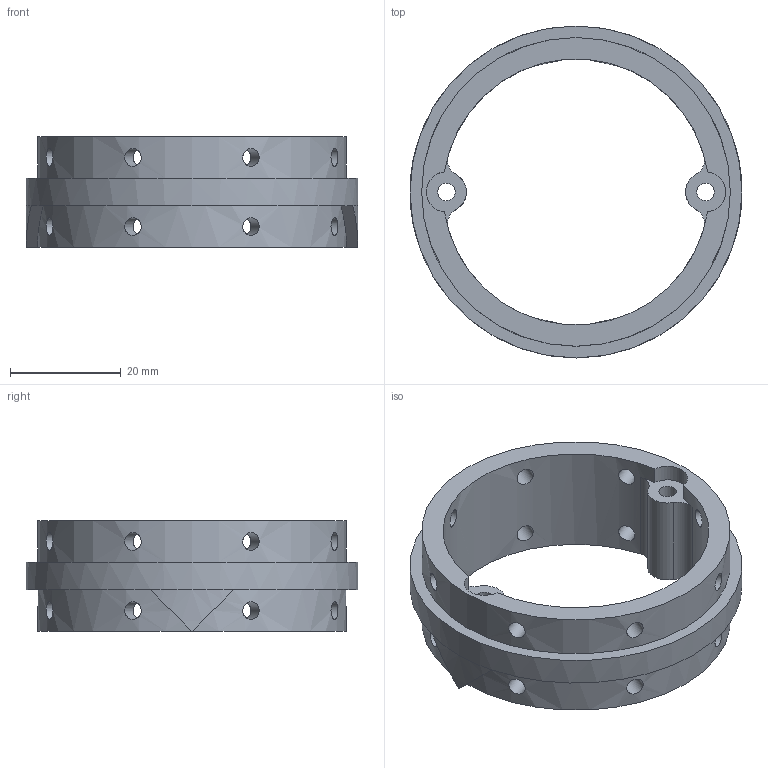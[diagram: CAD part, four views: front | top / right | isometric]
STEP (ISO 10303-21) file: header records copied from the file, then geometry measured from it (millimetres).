
FILE_DESCRIPTION(('FreeCAD Model'),'2;1');
FILE_NAME('Open CASCADE Shape Model','2025-10-17T08:48:01',(''),(''), 'Open CASCADE STEP processor 7.8','FreeCAD','Unknown');
FILE_SCHEMA(('AUTOMOTIVE_DESIGN { 1 0 10303 214 1 1 1 1 }'));
Length unit declared in the file: millimetre
Products named in the file (1): Body
Bounding box: 60 x 60 x 20 mm (x, y, z)
Volume: 14712.1 mm3; surface area: 9557.2 mm2
Topology: 1 solids, 1 shells, 49 faces, 131 edges, 87 vertices
Faces by surface type: cylinder 32, plane 13, bspline 4
Full cylindrical faces by diameter (mm): 3.2 x18, 5.25 x2, 55.8 x1, 60 x1
Entity records: 3164 total; most frequent: CARTESIAN_POINT 1902, ORIENTED_EDGE 262, DIRECTION 224, EDGE_CURVE 131, AXIS2_PLACEMENT_3D 97, FACE_BOUND 90, EDGE_LOOP 90, VERTEX_POINT 87
